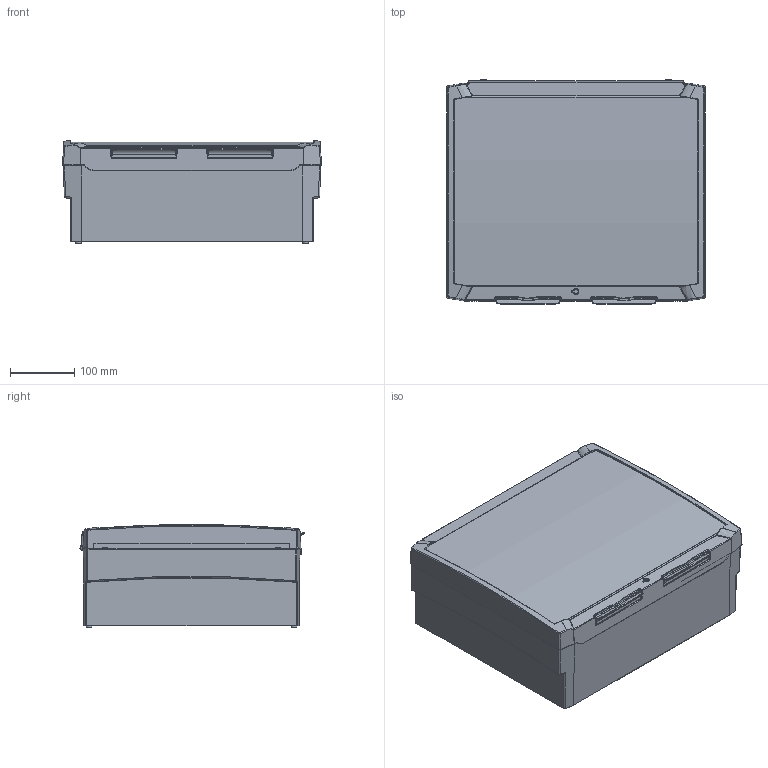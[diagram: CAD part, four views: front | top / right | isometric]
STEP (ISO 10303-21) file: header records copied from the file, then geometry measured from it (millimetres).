
FILE_DESCRIPTION(/* description */ (''),/* implementation_level */ '2;1');
FILE_NAME(/* name */ '2604166_3D.stp',/* time_stamp */ '2018-07-11T16:03:55+02:00',/* author */ ('haertel'),/* organization */ (''),/* preprocessor_version */ 'ST-DEVELOPER v16.13',/* originating_system */ 'Autodesk Inventor 2018',/* authorisation */ '');
FILE_SCHEMA (('AUTOMOTIVE_DESIGN { 1 0 10303 214 3 1 1 }'));
Length unit declared in the file: millimetre
Products named in the file (7): 2604166_3D; 1009537_3Dsym.iam; 1011386_3D-test-2; PART1_1; PART1_2; PART1; 1009625_3Dsym
Assembly tree (7 placements, depth 2):
  2604166_3D
    1009537_3Dsym.iam
    1011386_3D-test-2  x2
    PART1_1
    PART1_2
    PART1
    1009625_3Dsym
Bounding box: 404 x 350.04 x 160.46 mm (x, y, z)
Volume: 2484101.9 mm3; surface area: 1479033.8 mm2
Topology: 7 solids, 7 shells, 3913 faces, 10309 edges, 6409 vertices
Faces by surface type: plane 1974, cylinder 887, bspline 547, cone 280, sphere 199, torus 26
Full cylindrical faces by diameter (mm): 2 x4, 2.15 x8, 3.2 x4, 5.2 x4
Entity records: 147388 total; most frequent: CARTESIAN_POINT 61531, ORIENTED_EDGE 18142, DIRECTION 17360, EDGE_CURVE 9071, AXIS2_PLACEMENT_3D 5966, VERTEX_POINT 5824, LINE 5428, VECTOR 5428
